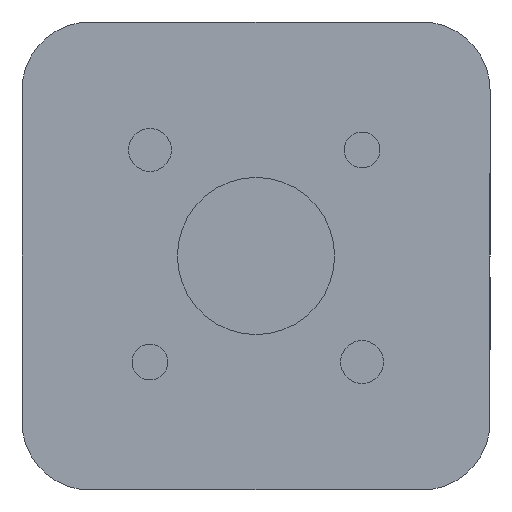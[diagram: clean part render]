
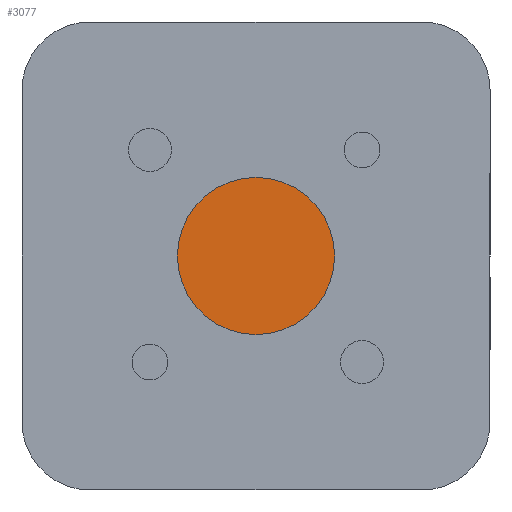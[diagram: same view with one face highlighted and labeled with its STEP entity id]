
A CAD part, left-side view. The second image highlights one B-rep face of the part: STEP entity #3077.
In plain terms, the highlighted planar face has unit normal (-1, 0, 0).
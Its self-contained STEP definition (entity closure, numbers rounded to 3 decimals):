
#2181 = CIRCLE ( 'NONE', #10912, 11. ) ;
#2207 = CIRCLE ( 'NONE', #10918, 11. ) ;
#2569 = VERTEX_POINT ( 'NONE', #9101 ) ;
#2570 = VERTEX_POINT ( 'NONE', #9102 ) ;
#3077 = ADVANCED_FACE ( 'NONE', ( #4550 ), #9443, .F. ) ;
#4156 = EDGE_CURVE ( 'NONE', #2569, #2570, #2181, .T. ) ;
#4172 = EDGE_CURVE ( 'NONE', #2570, #2569, #2207, .T. ) ;
#4308 = AXIS2_PLACEMENT_3D ( 'NONE', #9573, #9582, #9583 ) ;
#4550 = FACE_OUTER_BOUND ( 'NONE', #10303, .T. ) ;
#6900 = CARTESIAN_POINT ( 'NONE',  ( -19.821, 0., 0. ) ) ;
#6916 = DIRECTION ( 'NONE',  ( -1., 0., 0. ) ) ;
#6917 = DIRECTION ( 'NONE',  ( 0., 0., 1. ) ) ;
#6944 = CARTESIAN_POINT ( 'NONE',  ( -19.821, 0., 0. ) ) ;
#6955 = DIRECTION ( 'NONE',  ( -1., 0., 0. ) ) ;
#6956 = DIRECTION ( 'NONE',  ( 0., 0., 1. ) ) ;
#7637 = ORIENTED_EDGE ( 'NONE', *, *, #4156, .T. ) ;
#7638 = ORIENTED_EDGE ( 'NONE', *, *, #4172, .T. ) ;
#9101 = CARTESIAN_POINT ( 'NONE',  ( -19.821, 0., 11. ) ) ;
#9102 = CARTESIAN_POINT ( 'NONE',  ( -19.821, 0., -11. ) ) ;
#9443 = PLANE ( 'NONE',  #4308 ) ;
#9573 = CARTESIAN_POINT ( 'NONE',  ( -19.821, 11., 0. ) ) ;
#9582 = DIRECTION ( 'NONE',  ( 1., 0., 0. ) ) ;
#9583 = DIRECTION ( 'NONE',  ( 0., 0., -1. ) ) ;
#10303 = EDGE_LOOP ( 'NONE', ( #7637, #7638 ) ) ;
#10912 = AXIS2_PLACEMENT_3D ( 'NONE', #6900, #6916, #6917 ) ;
#10918 = AXIS2_PLACEMENT_3D ( 'NONE', #6944, #6955, #6956 ) ;
